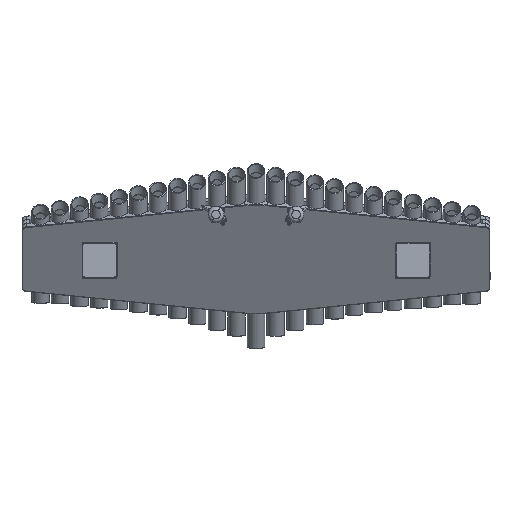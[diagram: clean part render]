
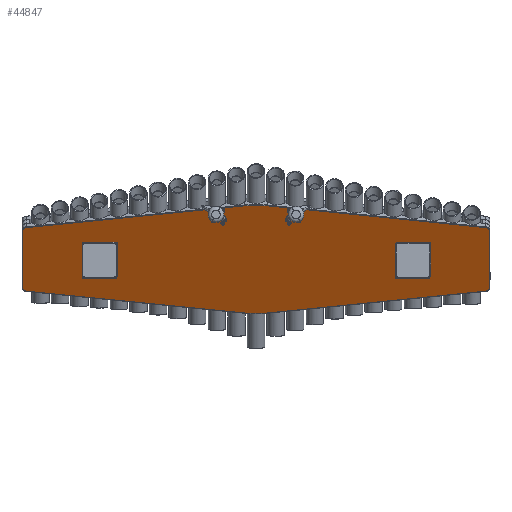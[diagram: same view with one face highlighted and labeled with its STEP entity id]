
A CAD part, front view. The second image highlights one B-rep face of the part: STEP entity #44847.
In plain terms, the highlighted face is planar.
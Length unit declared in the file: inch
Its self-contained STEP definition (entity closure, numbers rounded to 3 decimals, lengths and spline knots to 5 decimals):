
#42 = EDGE_CURVE ( 'NONE', #32523, #13235, #38378, .T. ) ;
#172 = DIRECTION ( 'NONE',  ( 0., -1., 0. ) ) ;
#273 = VERTEX_POINT ( 'NONE', #30920 ) ;
#459 = CARTESIAN_POINT ( 'NONE',  ( -1.13867, -0.375, -6.30955 ) ) ;
#720 = EDGE_CURVE ( 'NONE', #38614, #35610, #2652, .T. ) ;
#968 = AXIS2_PLACEMENT_3D ( 'NONE', #19041, #27434, #26918 ) ;
#1524 = EDGE_CURVE ( 'NONE', #10866, #273, #32456, .T. ) ;
#2430 = ORIENTED_EDGE ( 'NONE', *, *, #40600, .T. ) ;
#2652 = LINE ( 'NONE', #7962, #46523 ) ;
#3885 = ORIENTED_EDGE ( 'NONE', *, *, #12941, .T. ) ;
#3938 = AXIS2_PLACEMENT_3D ( 'NONE', #49559, #22375, #9927 ) ;
#4860 = DIRECTION ( 'NONE',  ( 0.993, 0., -0.115 ) ) ;
#5340 = LINE ( 'NONE', #35828, #33006 ) ;
#6110 = ORIENTED_EDGE ( 'NONE', *, *, #27123, .T. ) ;
#6372 = CIRCLE ( 'NONE', #3938, 0.4375 ) ;
#6939 = EDGE_CURVE ( 'NONE', #20719, #10866, #31549, .T. ) ;
#7312 = ORIENTED_EDGE ( 'NONE', *, *, #720, .T. ) ;
#7623 = EDGE_CURVE ( 'NONE', #10289, #25773, #13790, .T. ) ;
#7792 = CARTESIAN_POINT ( 'NONE',  ( 23.8125, -0.375, -3.30436 ) ) ;
#7962 = CARTESIAN_POINT ( 'NONE',  ( -23.8125, -0.375, -3.30436 ) ) ;
#8665 = CARTESIAN_POINT ( 'NONE',  ( 1.13867, -0.375, 6.30955 ) ) ;
#8773 = VECTOR ( 'NONE', #24163, 39.37008 ) ;
#8899 = LINE ( 'NONE', #39387, #31960 ) ;
#9144 = AXIS2_PLACEMENT_3D ( 'NONE', #22117, #37114, #33796 ) ;
#9210 = CARTESIAN_POINT ( 'NONE',  ( 1.13867, -0.375, 6.30955 ) ) ;
#9665 = EDGE_CURVE ( 'NONE', #13235, #26016, #5340, .T. ) ;
#9927 = DIRECTION ( 'NONE',  ( 0., 0., -1. ) ) ;
#9967 = VERTEX_POINT ( 'NONE', #36962 ) ;
#10289 = VERTEX_POINT ( 'NONE', #9210 ) ;
#10866 = VERTEX_POINT ( 'NONE', #459 ) ;
#10910 = ORIENTED_EDGE ( 'NONE', *, *, #22541, .T. ) ;
#11526 = DIRECTION ( 'NONE',  ( 0., 0., -1. ) ) ;
#12109 = ORIENTED_EDGE ( 'NONE', *, *, #42, .T. ) ;
#12941 = EDGE_CURVE ( 'NONE', #20617, #10289, #47786, .T. ) ;
#13105 = ORIENTED_EDGE ( 'NONE', *, *, #9665, .T. ) ;
#13219 = DIRECTION ( 'NONE',  ( 0., 0., -1. ) ) ;
#13235 = VERTEX_POINT ( 'NONE', #7792 ) ;
#13790 = CIRCLE ( 'NONE', #25963, 9.9375 ) ;
#14261 = DIRECTION ( 'NONE',  ( 0., -1., 0. ) ) ;
#15000 = EDGE_CURVE ( 'NONE', #35610, #20719, #32644, .T. ) ;
#15420 = CARTESIAN_POINT ( 'NONE',  ( 0., -0.375, -3.5625 ) ) ;
#15571 = AXIS2_PLACEMENT_3D ( 'NONE', #37436, #18115, #46036 ) ;
#15728 = DIRECTION ( 'NONE',  ( -0.993, 0., -0.115 ) ) ;
#16170 = EDGE_CURVE ( 'NONE', #25773, #17733, #39107, .T. ) ;
#16443 = CIRCLE ( 'NONE', #31035, 9.9375 ) ;
#17733 = VERTEX_POINT ( 'NONE', #44287 ) ;
#18079 = CARTESIAN_POINT ( 'NONE',  ( -1.13867, -0.375, 6.30955 ) ) ;
#18115 = DIRECTION ( 'NONE',  ( 0., -1., 0. ) ) ;
#19041 = CARTESIAN_POINT ( 'NONE',  ( -23.375, -0.375, -3.30436 ) ) ;
#19046 = CARTESIAN_POINT ( 'NONE',  ( -23.42513, -0.375, 3.73897 ) ) ;
#19255 = EDGE_CURVE ( 'NONE', #26016, #20617, #28084, .T. ) ;
#19524 = VECTOR ( 'NONE', #4860, 39.37008 ) ;
#19837 = CARTESIAN_POINT ( 'NONE',  ( -1.13867, -0.375, -6.30955 ) ) ;
#20617 = VERTEX_POINT ( 'NONE', #32128 ) ;
#20719 = VERTEX_POINT ( 'NONE', #38555 ) ;
#21517 = CARTESIAN_POINT ( 'NONE',  ( -23.8125, -0.375, -3.30436 ) ) ;
#21948 = FACE_OUTER_BOUND ( 'NONE', #36858, .T. ) ;
#22117 = CARTESIAN_POINT ( 'NONE',  ( 23.375, -0.375, -3.30436 ) ) ;
#22375 = DIRECTION ( 'NONE',  ( 0., -1., 0. ) ) ;
#22541 = EDGE_CURVE ( 'NONE', #9967, #32523, #8899, .T. ) ;
#24163 = DIRECTION ( 'NONE',  ( -0.993, 0., 0.115 ) ) ;
#24389 = DIRECTION ( 'NONE',  ( 0.993, 0., 0.115 ) ) ;
#24539 = ORIENTED_EDGE ( 'NONE', *, *, #15000, .T. ) ;
#25696 = DIRECTION ( 'NONE',  ( 0., 0., -1. ) ) ;
#25773 = VERTEX_POINT ( 'NONE', #18079 ) ;
#25831 = CARTESIAN_POINT ( 'NONE',  ( 23.42513, -0.375, -3.73897 ) ) ;
#25963 = AXIS2_PLACEMENT_3D ( 'NONE', #15420, #48668, #30938 ) ;
#26016 = VERTEX_POINT ( 'NONE', #27721 ) ;
#26918 = DIRECTION ( 'NONE',  ( 0., 0., -1. ) ) ;
#27123 = EDGE_CURVE ( 'NONE', #273, #9967, #16443, .T. ) ;
#27434 = DIRECTION ( 'NONE',  ( 0., -1., 0. ) ) ;
#27721 = CARTESIAN_POINT ( 'NONE',  ( 23.8125, -0.375, 3.30436 ) ) ;
#28084 = CIRCLE ( 'NONE', #47539, 0.4375 ) ;
#30699 = ORIENTED_EDGE ( 'NONE', *, *, #19255, .T. ) ;
#30920 = CARTESIAN_POINT ( 'NONE',  ( 0., -0.375, -6.375 ) ) ;
#30938 = DIRECTION ( 'NONE',  ( 0., 0., -1. ) ) ;
#31035 = AXIS2_PLACEMENT_3D ( 'NONE', #32537, #48776, #13219 ) ;
#31549 = LINE ( 'NONE', #19837, #19524 ) ;
#31960 = VECTOR ( 'NONE', #24389, 39.37008 ) ;
#32017 = DIRECTION ( 'NONE',  ( 0., 0., 1. ) ) ;
#32128 = CARTESIAN_POINT ( 'NONE',  ( 23.42513, -0.375, 3.73897 ) ) ;
#32456 = CIRCLE ( 'NONE', #38903, 9.9375 ) ;
#32523 = VERTEX_POINT ( 'NONE', #25831 ) ;
#32537 = CARTESIAN_POINT ( 'NONE',  ( 0., -0.375, 3.5625 ) ) ;
#32644 = CIRCLE ( 'NONE', #968, 0.4375 ) ;
#33006 = VECTOR ( 'NONE', #32017, 39.37008 ) ;
#33796 = DIRECTION ( 'NONE',  ( 0., 0., -1. ) ) ;
#35610 = VERTEX_POINT ( 'NONE', #21517 ) ;
#35828 = CARTESIAN_POINT ( 'NONE',  ( 23.8125, -0.375, 3.30436 ) ) ;
#36858 = EDGE_LOOP ( 'NONE', ( #48617, #2430, #7312, #24539, #39862, #44538, #6110, #10910, #12109, #13105, #30699, #3885, #45373 ) ) ;
#36962 = CARTESIAN_POINT ( 'NONE',  ( 1.13867, -0.375, -6.30955 ) ) ;
#37114 = DIRECTION ( 'NONE',  ( 0., -1., 0. ) ) ;
#37436 = CARTESIAN_POINT ( 'NONE',  ( 0., -0.375, 3.5625 ) ) ;
#38378 = CIRCLE ( 'NONE', #9144, 0.4375 ) ;
#38555 = CARTESIAN_POINT ( 'NONE',  ( -23.42513, -0.375, -3.73897 ) ) ;
#38614 = VERTEX_POINT ( 'NONE', #38624 ) ;
#38624 = CARTESIAN_POINT ( 'NONE',  ( -23.8125, -0.375, 3.30436 ) ) ;
#38903 = AXIS2_PLACEMENT_3D ( 'NONE', #45745, #14261, #25696 ) ;
#39107 = LINE ( 'NONE', #19046, #49904 ) ;
#39387 = CARTESIAN_POINT ( 'NONE',  ( 23.42513, -0.375, -3.73897 ) ) ;
#39862 = ORIENTED_EDGE ( 'NONE', *, *, #6939, .T. ) ;
#40600 = EDGE_CURVE ( 'NONE', #17733, #38614, #6372, .T. ) ;
#43107 = DIRECTION ( 'NONE',  ( 0., 0., -1. ) ) ;
#44287 = CARTESIAN_POINT ( 'NONE',  ( -23.42513, -0.375, 3.73897 ) ) ;
#44538 = ORIENTED_EDGE ( 'NONE', *, *, #1524, .T. ) ;
#44554 = PLANE ( 'NONE',  #15571 ) ;
#44847 = ADVANCED_FACE ( 'NONE', ( #21948 ), #44554, .T. ) ;
#45373 = ORIENTED_EDGE ( 'NONE', *, *, #7623, .T. ) ;
#45745 = CARTESIAN_POINT ( 'NONE',  ( 0., -0.375, 3.5625 ) ) ;
#46036 = DIRECTION ( 'NONE',  ( 0., 0., -1. ) ) ;
#46523 = VECTOR ( 'NONE', #11526, 39.37008 ) ;
#46922 = CARTESIAN_POINT ( 'NONE',  ( 23.375, -0.375, 3.30436 ) ) ;
#47539 = AXIS2_PLACEMENT_3D ( 'NONE', #46922, #172, #43107 ) ;
#47786 = LINE ( 'NONE', #8665, #8773 ) ;
#48617 = ORIENTED_EDGE ( 'NONE', *, *, #16170, .T. ) ;
#48668 = DIRECTION ( 'NONE',  ( 0., -1., 0. ) ) ;
#48776 = DIRECTION ( 'NONE',  ( 0., -1., 0. ) ) ;
#49559 = CARTESIAN_POINT ( 'NONE',  ( -23.375, -0.375, 3.30436 ) ) ;
#49904 = VECTOR ( 'NONE', #15728, 39.37008 ) ;
